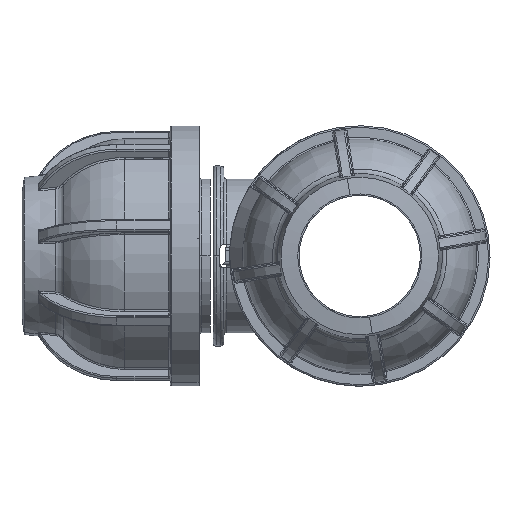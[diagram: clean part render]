
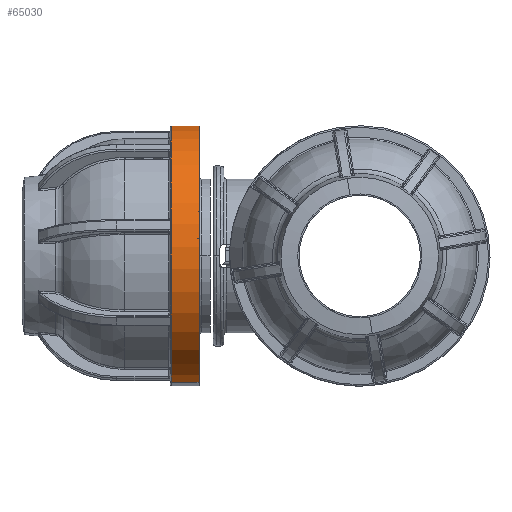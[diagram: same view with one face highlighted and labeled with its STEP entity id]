
A CAD part, left-side view. The second image highlights one B-rep face of the part: STEP entity #65030.
In plain terms, the highlighted cylindrical face has radius 22 mm (diameter 44 mm), a partial arc.
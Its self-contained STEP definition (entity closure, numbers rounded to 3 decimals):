
#2100 = CARTESIAN_POINT ( 'NONE',  ( -5.348, 57.05, -21.34 ) ) ;
#2102 = DIRECTION ( 'NONE',  ( 0., 1., 0. ) ) ;
#2133 = CARTESIAN_POINT ( 'NONE',  ( 5.348, 57.05, 21.34 ) ) ;
#2135 = DIRECTION ( 'NONE',  ( 0., 1., 0. ) ) ;
#2565 = CARTESIAN_POINT ( 'NONE',  ( 0., 31.8, 0. ) ) ;
#2567 = DIRECTION ( 'NONE',  ( 0., -1., 0. ) ) ;
#2569 = DIRECTION ( 'NONE',  ( -0.243, 0., -0.97 ) ) ;
#10441 = EDGE_LOOP ( 'NONE', ( #13331, #13332, #13330, #13334 ) ) ;
#13330 = ORIENTED_EDGE ( 'NONE', *, *, #58996, .T. ) ;
#13331 = ORIENTED_EDGE ( 'NONE', *, *, #58990, .F. ) ;
#13332 = ORIENTED_EDGE ( 'NONE', *, *, #64836, .T. ) ;
#13334 = ORIENTED_EDGE ( 'NONE', *, *, #59052, .T. ) ;
#15090 = VERTEX_POINT ( 'NONE', #21019 ) ;
#15091 = VERTEX_POINT ( 'NONE', #21020 ) ;
#15092 = VERTEX_POINT ( 'NONE', #21021 ) ;
#15097 = VERTEX_POINT ( 'NONE', #21026 ) ;
#21019 = CARTESIAN_POINT ( 'NONE',  ( -5.348, 27.15, -21.34 ) ) ;
#21020 = CARTESIAN_POINT ( 'NONE',  ( 5.348, 27.15, 21.34 ) ) ;
#21021 = CARTESIAN_POINT ( 'NONE',  ( -5.348, 31.8, -21.34 ) ) ;
#21026 = CARTESIAN_POINT ( 'NONE',  ( 5.348, 31.8, 21.34 ) ) ;
#28234 = CIRCLE ( 'NONE', #28249, 22. ) ;
#28249 = AXIS2_PLACEMENT_3D ( 'NONE', #33610, #33611, #33612 ) ;
#28486 = AXIS2_PLACEMENT_3D ( 'NONE', #34393, #34394, #34395 ) ;
#32079 = FACE_OUTER_BOUND ( 'NONE', #10441, .T. ) ;
#32081 = CYLINDRICAL_SURFACE ( 'NONE', #28486, 22. ) ;
#33610 = CARTESIAN_POINT ( 'NONE',  ( 0., 27.15, 0. ) ) ;
#33611 = DIRECTION ( 'NONE',  ( 0., 1., 0. ) ) ;
#33612 = DIRECTION ( 'NONE',  ( 0.243, 0., 0.97 ) ) ;
#34393 = CARTESIAN_POINT ( 'NONE',  ( 0., 57.05, 0. ) ) ;
#34394 = DIRECTION ( 'NONE',  ( 0., 1., 0. ) ) ;
#34395 = DIRECTION ( 'NONE',  ( 0.243, 0., 0.97 ) ) ;
#58990 = EDGE_CURVE ( 'NONE', #15090, #15092, #64827, .T. ) ;
#58996 = EDGE_CURVE ( 'NONE', #15091, #15097, #64832, .T. ) ;
#59052 = EDGE_CURVE ( 'NONE', #15097, #15092, #71686, .T. ) ;
#64827 = LINE ( 'NONE', #2100, #71612 ) ;
#64832 = LINE ( 'NONE', #2133, #71622 ) ;
#64836 = EDGE_CURVE ( 'NONE', #15090, #15091, #28234, .T. ) ;
#65030 = ADVANCED_FACE ( 'NONE', ( #32079 ), #32081, .T. ) ;
#71612 = VECTOR ( 'NONE', #2102, 1000. ) ;
#71622 = VECTOR ( 'NONE', #2135, 1000. ) ;
#71686 = CIRCLE ( 'NONE', #71687, 22. ) ;
#71687 = AXIS2_PLACEMENT_3D ( 'NONE', #2565, #2567, #2569 ) ;
